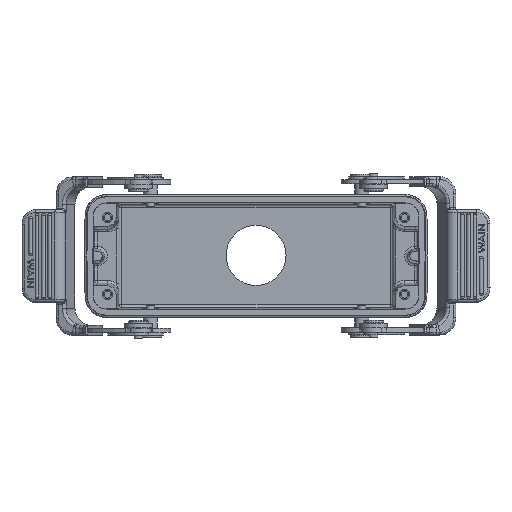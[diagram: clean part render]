
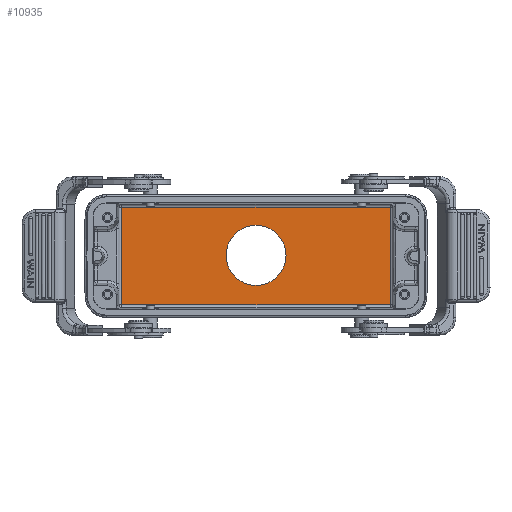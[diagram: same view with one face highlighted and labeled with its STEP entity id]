
A CAD part, front view. The second image highlights one B-rep face of the part: STEP entity #10935.
In plain terms, the highlighted planar face has unit normal (0, -1, 0).
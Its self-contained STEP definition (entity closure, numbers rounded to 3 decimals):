
#6470=LINE('',#60071,#9107);
#6475=LINE('',#60289,#9112);
#6539=LINE('',#60543,#9176);
#6563=LINE('',#60652,#9200);
#9107=VECTOR('',#41652,1.);
#9112=VECTOR('',#41669,1.);
#9176=VECTOR('',#41823,1.);
#9200=VECTOR('',#41895,1.);
#10935=ADVANCED_FACE('NONE',(#12290,#12291),#11955,.F.);
#11955=PLANE('',#34506);
#12290=FACE_BOUND('',#14147,.T.);
#12291=FACE_BOUND('',#14148,.T.);
#14147=EDGE_LOOP('',(#22761));
#14148=EDGE_LOOP('',(#22762,#22763,#22764,#22765));
#22761=ORIENTED_EDGE('',*,*,#31105,.T.);
#22762=ORIENTED_EDGE('',*,*,#30957,.F.);
#22763=ORIENTED_EDGE('',*,*,#31067,.F.);
#22764=ORIENTED_EDGE('',*,*,#30972,.F.);
#22765=ORIENTED_EDGE('',*,*,#31106,.T.);
#26423=VERTEX_POINT('',#59715);
#26426=VERTEX_POINT('',#59722);
#26457=VERTEX_POINT('',#60069);
#26464=VERTEX_POINT('',#60287);
#26549=VERTEX_POINT('',#60651);
#30957=EDGE_CURVE('NONE',#26423,#26457,#6470,.T.);
#30972=EDGE_CURVE('NONE',#26464,#26426,#6475,.T.);
#31067=EDGE_CURVE('NONE',#26426,#26423,#6539,.T.);
#31105=EDGE_CURVE('',#26549,#26549,#32138,.T.);
#31106=EDGE_CURVE('NONE',#26464,#26457,#6563,.T.);
#32138=CIRCLE('',#34505,10.5);
#34505=AXIS2_PLACEMENT_3D('',#60650,#41893,#41894);
#34506=AXIS2_PLACEMENT_3D('',#60653,#41896,#41897);
#41652=DIRECTION('',(0.,0.,-1.));
#41669=DIRECTION('',(0.,0.,1.));
#41823=DIRECTION('',(1.,0.,0.));
#41893=DIRECTION('',(0.,1.,0.));
#41894=DIRECTION('',(0.,0.,1.));
#41895=DIRECTION('',(1.,0.,0.));
#41896=DIRECTION('',(0.,1.,0.));
#41897=DIRECTION('',(0.,0.,1.));
#59715=CARTESIAN_POINT('',(47.,52.,17.135));
#59722=CARTESIAN_POINT('',(-47.,52.,17.135));
#60069=CARTESIAN_POINT('',(47.,52.,-17.135));
#60071=CARTESIAN_POINT('',(47.,52.,0.));
#60287=CARTESIAN_POINT('',(-47.,52.,-17.135));
#60289=CARTESIAN_POINT('',(-47.,52.,0.));
#60543=CARTESIAN_POINT('',(0.,52.,17.135));
#60650=CARTESIAN_POINT('',(0.009,52.,0.212));
#60651=CARTESIAN_POINT('',(0.009,52.,10.712));
#60652=CARTESIAN_POINT('',(-48.88,52.,-17.135));
#60653=CARTESIAN_POINT('',(0.,52.,0.));
